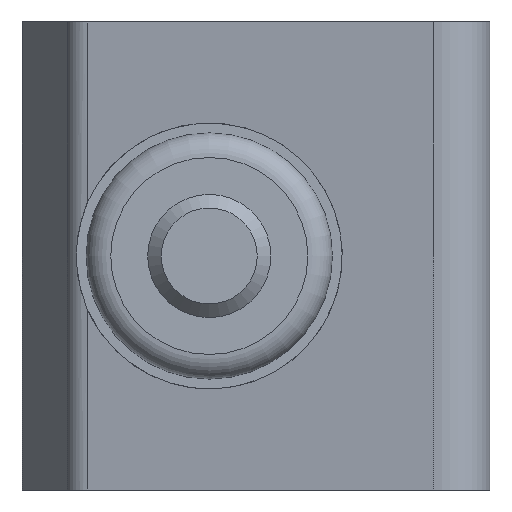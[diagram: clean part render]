
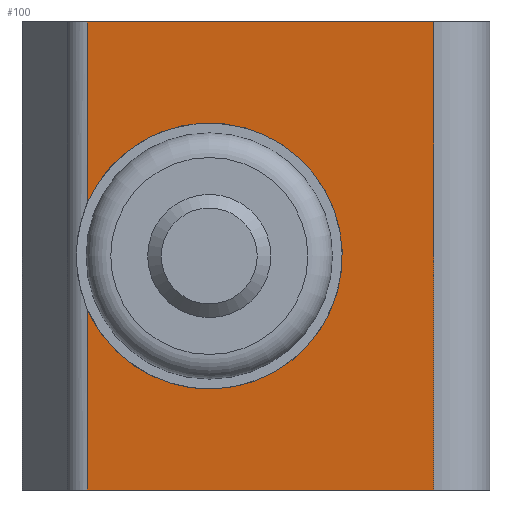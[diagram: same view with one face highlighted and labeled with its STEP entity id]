
A CAD part, front view. The second image highlights one B-rep face of the part: STEP entity #100.
In plain terms, the highlighted planar face has unit normal (-0.141, -0.99, 0).
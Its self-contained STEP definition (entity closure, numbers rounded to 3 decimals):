
#100 = ADVANCED_FACE( '', ( #223 ), #224, .F. );
#223 = FACE_OUTER_BOUND( '', #367, .T. );
#224 = PLANE( '', #368 );
#367 = EDGE_LOOP( '', ( #586, #587, #588, #589, #590, #591 ) );
#368 = AXIS2_PLACEMENT_3D( '', #592, #593, #594 );
#586 = ORIENTED_EDGE( '', *, *, #778, .F. );
#587 = ORIENTED_EDGE( '', *, *, #839, .T. );
#588 = ORIENTED_EDGE( '', *, *, #771, .T. );
#589 = ORIENTED_EDGE( '', *, *, #840, .F. );
#590 = ORIENTED_EDGE( '', *, *, #787, .F. );
#591 = ORIENTED_EDGE( '', *, *, #841, .T. );
#592 = CARTESIAN_POINT( '', ( -2.475, 0.913, 4.75 ) );
#593 = DIRECTION( '', ( 0.141, 0.99, 0. ) );
#594 = DIRECTION( '', ( -0.99, 0.141, 0. ) );
#771 = EDGE_CURVE( '', #898, #896, #899, .T. );
#778 = EDGE_CURVE( '', #909, #908, #911, .F. );
#787 = EDGE_CURVE( '', #924, #926, #927, .T. );
#839 = EDGE_CURVE( '', #909, #898, #1010, .T. );
#840 = EDGE_CURVE( '', #926, #896, #1011, .T. );
#841 = EDGE_CURVE( '', #924, #908, #1012, .T. );
#896 = VERTEX_POINT( '', #1077 );
#898 = VERTEX_POINT( '', #1079 );
#899 = LINE( '', #1080, #1081 );
#908 = VERTEX_POINT( '', #1092 );
#909 = VERTEX_POINT( '', #1093 );
#911 = ELLIPSE( '', #1104, 2.727, 2.7 );
#924 = VERTEX_POINT( '', #1120 );
#926 = VERTEX_POINT( '', #1122 );
#927 = LINE( '', #1123, #1124 );
#1010 = LINE( '', #1234, #1235 );
#1011 = LINE( '', #1236, #1237 );
#1012 = LINE( '', #1238, #1239 );
#1077 = CARTESIAN_POINT( '', ( 4.559, -0.09, -4.75 ) );
#1079 = CARTESIAN_POINT( '', ( -2.475, 0.913, -4.75 ) );
#1080 = CARTESIAN_POINT( '', ( -2.475, 0.913, -4.75 ) );
#1081 = VECTOR( '', #1306, 1000. );
#1092 = CARTESIAN_POINT( '', ( -2.475, 0.913, 1.078 ) );
#1093 = CARTESIAN_POINT( '', ( -2.475, 0.913, -1.078 ) );
#1104 = AXIS2_PLACEMENT_3D( '', #1315, #1316, #1317 );
#1120 = CARTESIAN_POINT( '', ( -2.475, 0.913, 4.75 ) );
#1122 = CARTESIAN_POINT( '', ( 4.559, -0.09, 4.75 ) );
#1123 = CARTESIAN_POINT( '', ( -2.475, 0.913, 4.75 ) );
#1124 = VECTOR( '', #1330, 1000. );
#1234 = CARTESIAN_POINT( '', ( -2.475, 0.913, 4.75 ) );
#1235 = VECTOR( '', #1391, 1000. );
#1236 = CARTESIAN_POINT( '', ( 4.559, -0.09, 4.75 ) );
#1237 = VECTOR( '', #1392, 1000. );
#1238 = CARTESIAN_POINT( '', ( -2.475, 0.913, 4.75 ) );
#1239 = VECTOR( '', #1393, 1000. );
#1306 = DIRECTION( '', ( 0.99, -0.141, 0. ) );
#1315 = CARTESIAN_POINT( '', ( 0., 0.56, 0. ) );
#1316 = DIRECTION( '', ( 0.141, 0.99, 0. ) );
#1317 = DIRECTION( '', ( 0.99, -0.141, 0. ) );
#1330 = DIRECTION( '', ( 0.99, -0.141, 0. ) );
#1391 = DIRECTION( '', ( 0., 0., -1. ) );
#1392 = DIRECTION( '', ( 0., 0., -1. ) );
#1393 = DIRECTION( '', ( 0., 0., -1. ) );
